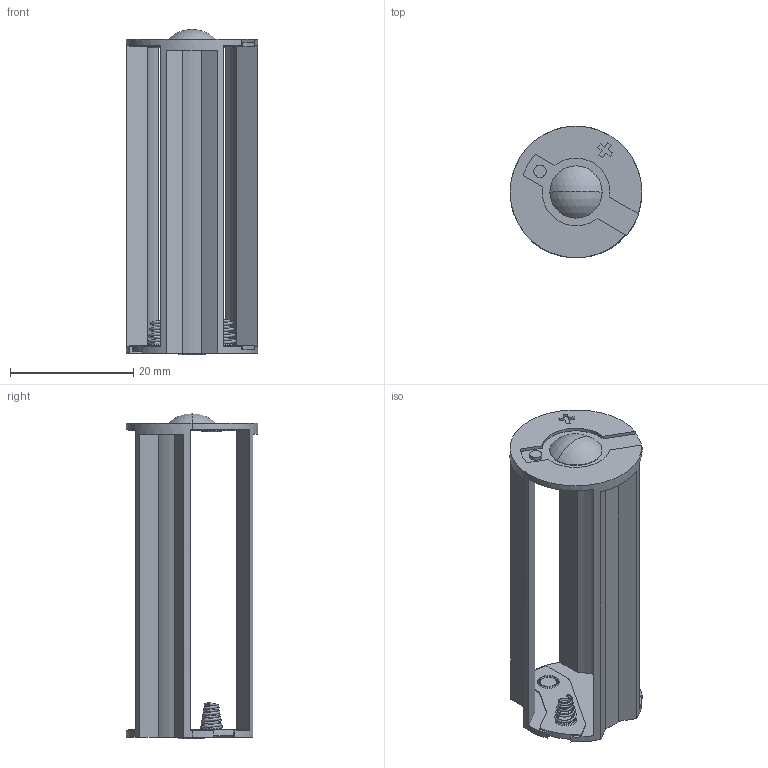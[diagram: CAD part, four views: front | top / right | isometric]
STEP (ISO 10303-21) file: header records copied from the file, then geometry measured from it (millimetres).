
FILE_DESCRIPTION (( 'STEP AP214' ), '1' );
FILE_NAME ('User Library-AAA Battery Harness.STEP', '2019-12-23T17:00:57', ( '' ), ( '' ), 'SwSTEP 2.0', 'SolidWorks 2019', '' );
FILE_SCHEMA (( 'AUTOMOTIVE_DESIGN' ));
Length unit declared in the file: millimetre
Products named in the file (1): User Library-AAA Battery Harness
Bounding box: 21.4 x 21.4 x 52.85 mm (x, y, z)
Volume: 2286 mm3; surface area: 5036.2 mm2
Topology: 1 solids, 1 shells, 172 faces, 471 edges, 313 vertices
Faces by surface type: plane 94, cylinder 44, cone 26, bspline 6, sphere 2
Entity records: 12991 total; most frequent: CARTESIAN_POINT 7263, DIRECTION 955, ORIENTED_EDGE 942, EDGE_CURVE 471, AXIS2_PLACEMENT_3D 341, VERTEX_POINT 313, LINE 273, VECTOR 273
